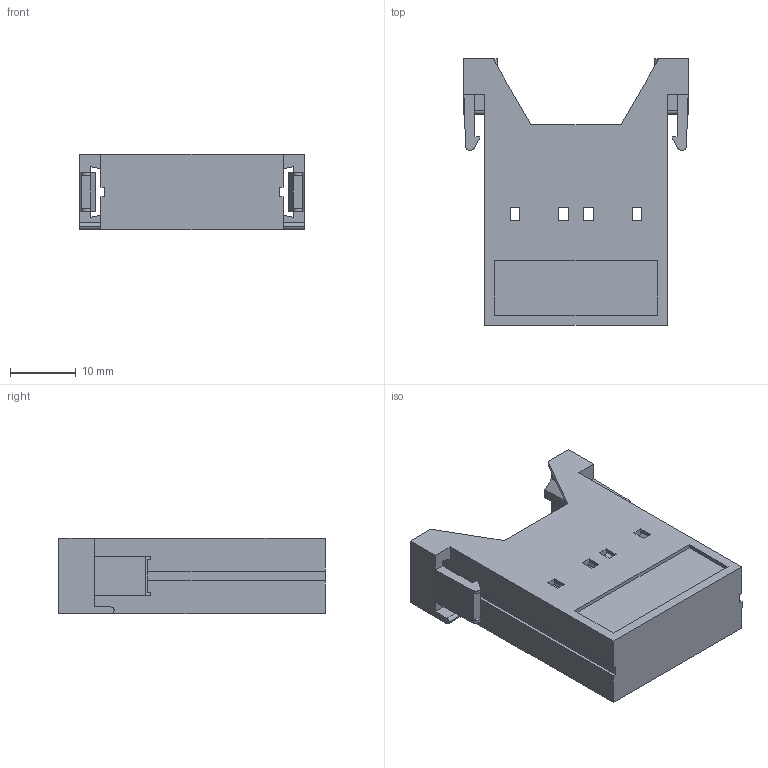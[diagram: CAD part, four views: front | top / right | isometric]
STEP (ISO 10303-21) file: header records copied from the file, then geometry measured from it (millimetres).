
FILE_DESCRIPTION(/* description */ (''),/* implementation_level */ '2;1');
FILE_NAME(/* name */ 'C146_B00_001_E8.stp',/* time_stamp */ '2018-11-19T15:44:18+01:00',/* author */ (''),/* organization */ (''),/* preprocessor_version */ 'ST-DEVELOPER v16',/* originating_system */ 'SIEMENS PLM Software NX 11.0',/* authorisation */ '');
FILE_SCHEMA (('AP203_CONFIGURATION_CONTROLLED_3D_DESIGN_OF_MECHANICAL_PARTS_AND_ASSEMBLIES_MIM_LF { 1 0 10303 403 2 1 2}'));
Length unit declared in the file: millimetre
Products named in the file (1): c146 b00 001 e8nxm001-05
Bounding box: 34 x 40.4 x 11.4 mm (x, y, z)
Volume: 5227.2 mm3; surface area: 6111.6 mm2
Topology: 1 solids, 1 shells, 202 faces, 540 edges, 348 vertices
Faces by surface type: plane 148, cylinder 54
Full cylindrical faces by diameter (mm): 3.2 x20
Entity records: 7300 total; most frequent: CARTESIAN_POINT 1069, ORIENTED_EDGE 1000, DIRECTION 998, EDGE_CURVE 500, LINE 392, VECTOR 392, VERTEX_POINT 328, AXIS2_PLACEMENT_3D 303
